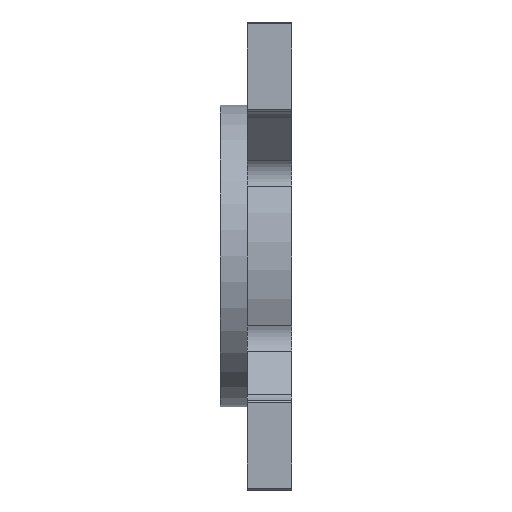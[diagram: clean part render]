
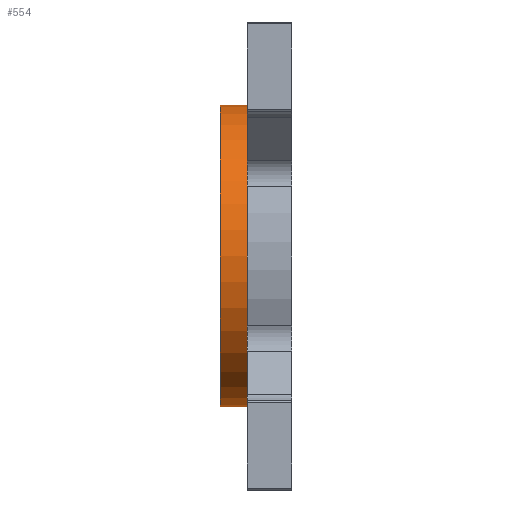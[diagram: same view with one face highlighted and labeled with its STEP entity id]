
A CAD part, left-side view. The second image highlights one B-rep face of the part: STEP entity #554.
In plain terms, the highlighted cylindrical face has radius 10.732 mm (diameter 21.463 mm), a partial arc.
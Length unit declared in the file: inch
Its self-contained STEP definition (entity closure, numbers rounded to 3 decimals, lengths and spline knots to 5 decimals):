
#92 = VERTEX_POINT ( 'NONE', #1146 ) ;
#238 = CARTESIAN_POINT ( 'NONE',  ( 0., 0.125, 0. ) ) ;
#278 = VECTOR ( 'NONE', #308, 39.37008 ) ;
#292 = CARTESIAN_POINT ( 'NONE',  ( 0., 0.2, -0.4225 ) ) ;
#308 = DIRECTION ( 'NONE',  ( 0., -1., 0. ) ) ;
#351 = DIRECTION ( 'NONE',  ( 0., 0., -1. ) ) ;
#407 = CARTESIAN_POINT ( 'NONE',  ( 0., 0.125, 0.4225 ) ) ;
#466 = CARTESIAN_POINT ( 'NONE',  ( 0., 0.2, 0.4225 ) ) ;
#475 = LINE ( 'NONE', #466, #2309 ) ;
#533 = DIRECTION ( 'NONE',  ( 0., -1., 0. ) ) ;
#554 = ADVANCED_FACE ( 'NONE', ( #828 ), #619, .T. ) ;
#576 = ORIENTED_EDGE ( 'NONE', *, *, #2389, .F. ) ;
#619 = CYLINDRICAL_SURFACE ( 'NONE', #2616, 0.4225 ) ;
#741 = ORIENTED_EDGE ( 'NONE', *, *, #2302, .T. ) ;
#828 = FACE_OUTER_BOUND ( 'NONE', #1906, .T. ) ;
#899 = EDGE_CURVE ( 'NONE', #92, #962, #983, .T. ) ;
#907 = DIRECTION ( 'NONE',  ( 0., 0., -1. ) ) ;
#962 = VERTEX_POINT ( 'NONE', #2345 ) ;
#983 = LINE ( 'NONE', #292, #278 ) ;
#1080 = DIRECTION ( 'NONE',  ( 0., 0., -1. ) ) ;
#1146 = CARTESIAN_POINT ( 'NONE',  ( 0., 0.2, -0.4225 ) ) ;
#1245 = ORIENTED_EDGE ( 'NONE', *, *, #899, .T. ) ;
#1309 = VERTEX_POINT ( 'NONE', #407 ) ;
#1644 = CIRCLE ( 'NONE', #1854, 0.4225 ) ;
#1652 = VERTEX_POINT ( 'NONE', #1670 ) ;
#1668 = AXIS2_PLACEMENT_3D ( 'NONE', #238, #1985, #351 ) ;
#1670 = CARTESIAN_POINT ( 'NONE',  ( 0., 0.2, 0.4225 ) ) ;
#1794 = EDGE_CURVE ( 'NONE', #1652, #1309, #475, .T. ) ;
#1854 = AXIS2_PLACEMENT_3D ( 'NONE', #1945, #533, #907 ) ;
#1875 = CARTESIAN_POINT ( 'NONE',  ( 0., 0.2, 0. ) ) ;
#1880 = DIRECTION ( 'NONE',  ( 0., -1., 0. ) ) ;
#1906 = EDGE_LOOP ( 'NONE', ( #2243, #741, #1245, #576 ) ) ;
#1945 = CARTESIAN_POINT ( 'NONE',  ( 0., 0.2, 0. ) ) ;
#1985 = DIRECTION ( 'NONE',  ( 0., -1., 0. ) ) ;
#2243 = ORIENTED_EDGE ( 'NONE', *, *, #1794, .F. ) ;
#2294 = DIRECTION ( 'NONE',  ( 0., -1., 0. ) ) ;
#2302 = EDGE_CURVE ( 'NONE', #1652, #92, #1644, .T. ) ;
#2309 = VECTOR ( 'NONE', #1880, 39.37008 ) ;
#2345 = CARTESIAN_POINT ( 'NONE',  ( 0., 0.125, -0.4225 ) ) ;
#2389 = EDGE_CURVE ( 'NONE', #1309, #962, #2489, .T. ) ;
#2489 = CIRCLE ( 'NONE', #1668, 0.4225 ) ;
#2616 = AXIS2_PLACEMENT_3D ( 'NONE', #1875, #2294, #1080 ) ;
